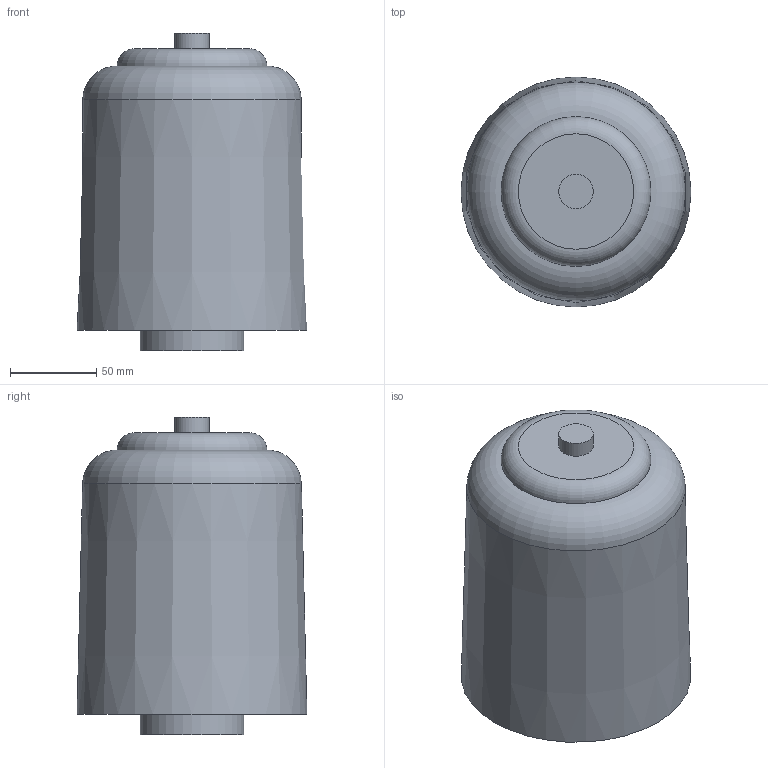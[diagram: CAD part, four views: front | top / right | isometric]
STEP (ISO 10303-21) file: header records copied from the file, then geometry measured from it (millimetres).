
FILE_DESCRIPTION(/* description */ ('H2O-GATE BREATHER, PUSTEFILTER MED FUKTSPERRE, 3 MY INV. 1 1/2"-16 UN'),/* implementation_level */ '2;1');
FILE_NAME(/* name */ 'BR110.stp',/* time_stamp */ '2019-12-06T12:52:11+01:00',/* author */ ('asm'),/* organization */ (''),/* preprocessor_version */ 'ST-DEVELOPER v16.5',/* originating_system */ 'Autodesk Inventor 2017',/* authorisation */ '');
FILE_SCHEMA (('AUTOMOTIVE_DESIGN { 1 0 10303 214 3 1 1 }'));
Length unit declared in the file: millimetre
Products named in the file (1): BR110-Pustefilter
Bounding box: 133.4 x 133.4 x 184.2 mm (x, y, z)
Volume: 241912.9 mm3; surface area: 170223.1 mm2
Topology: 1 solids, 1 shells, 16 faces, 26 edges, 17 vertices
Faces by surface type: plane 7, cylinder 4, torus 3, cone 2
Full cylindrical faces by diameter (mm): 20 x1, 36.373 x1, 40 x1, 60 x1
Entity records: 354 total; most frequent: DIRECTION 66, CARTESIAN_POINT 49, AXIS2_PLACEMENT_3D 33, ORIENTED_EDGE 32, EDGE_LOOP 30, FACE_OUTER_BOUND 16, CIRCLE 16, VERTEX_POINT 16
